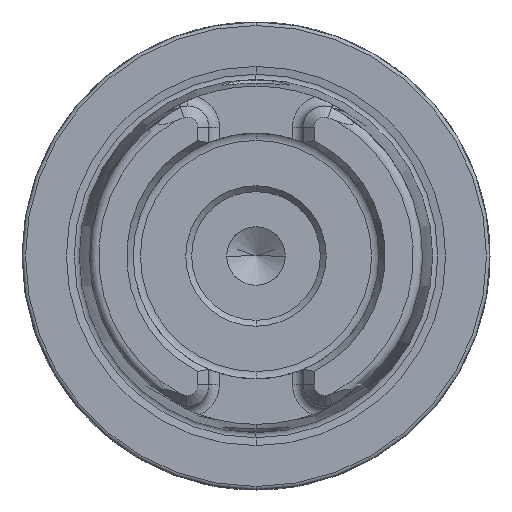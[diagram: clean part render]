
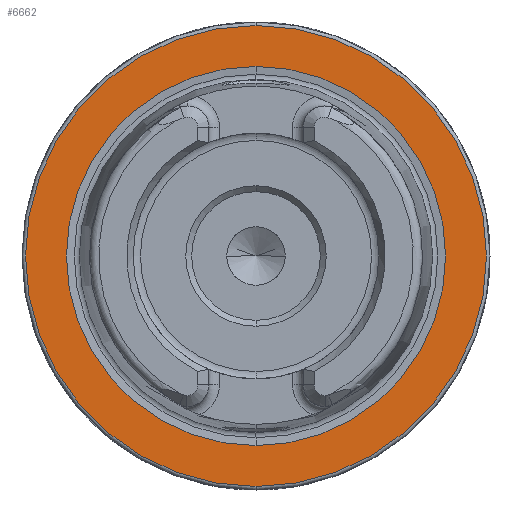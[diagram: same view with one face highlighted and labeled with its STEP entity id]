
A CAD part, left-side view. The second image highlights one B-rep face of the part: STEP entity #6662.
In plain terms, the highlighted planar face has unit normal (-1, 0, 0).
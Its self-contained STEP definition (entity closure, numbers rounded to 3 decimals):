
#333 = VERTEX_POINT ( 'NONE', #6000 ) ;
#334 = VERTEX_POINT ( 'NONE', #6001 ) ;
#339 = VERTEX_POINT ( 'NONE', #6006 ) ;
#369 = VERTEX_POINT ( 'NONE', #6036 ) ;
#2455 = AXIS2_PLACEMENT_3D ( 'NONE', #4069, #4070, #4071 ) ;
#2456 = AXIS2_PLACEMENT_3D ( 'NONE', #4072, #4073, #4074 ) ;
#3025 = CIRCLE ( 'NONE', #2455, 19.7 ) ;
#3026 = CIRCLE ( 'NONE', #2456, 16.207 ) ;
#4069 = CARTESIAN_POINT ( 'NONE',  ( 0., 0., 0. ) ) ;
#4070 = DIRECTION ( 'NONE',  ( -1., 0., 0. ) ) ;
#4071 = DIRECTION ( 'NONE',  ( 0., 0., 1. ) ) ;
#4072 = CARTESIAN_POINT ( 'NONE',  ( 0., 0., 0. ) ) ;
#4073 = DIRECTION ( 'NONE',  ( -1., 0., 0. ) ) ;
#4074 = DIRECTION ( 'NONE',  ( 0., 0., 1. ) ) ;
#6000 = CARTESIAN_POINT ( 'NONE',  ( 0., 0., 19.7 ) ) ;
#6001 = CARTESIAN_POINT ( 'NONE',  ( 0., 0., -19.7 ) ) ;
#6006 = CARTESIAN_POINT ( 'NONE',  ( 0., 0., -16.207 ) ) ;
#6036 = CARTESIAN_POINT ( 'NONE',  ( 0., 0., 16.207 ) ) ;
#6333 = ORIENTED_EDGE ( 'NONE', *, *, #8196, .T. ) ;
#6340 = ORIENTED_EDGE ( 'NONE', *, *, #8197, .F. ) ;
#6363 = ORIENTED_EDGE ( 'NONE', *, *, #6772, .T. ) ;
#6376 = ORIENTED_EDGE ( 'NONE', *, *, #6768, .F. ) ;
#6662 = ADVANCED_FACE ( 'NONE', ( #7322, #7325 ), #10163, .F. ) ;
#6768 = EDGE_CURVE ( 'NONE', #339, #369, #7408, .T. ) ;
#6772 = EDGE_CURVE ( 'NONE', #333, #334, #7415, .T. ) ;
#7322 = FACE_BOUND ( 'NONE', #10274, .T. ) ;
#7325 = FACE_OUTER_BOUND ( 'NONE', #10273, .T. ) ;
#7408 = CIRCLE ( 'NONE', #9743, 16.207 ) ;
#7415 = CIRCLE ( 'NONE', #9752, 19.7 ) ;
#8196 = EDGE_CURVE ( 'NONE', #334, #333, #3025, .T. ) ;
#8197 = EDGE_CURVE ( 'NONE', #369, #339, #3026, .T. ) ;
#9616 = AXIS2_PLACEMENT_3D ( 'NONE', #10150, #10167, #10169 ) ;
#9743 = AXIS2_PLACEMENT_3D ( 'NONE', #10753, #10754, #10755 ) ;
#9752 = AXIS2_PLACEMENT_3D ( 'NONE', #10763, #10764, #10765 ) ;
#10150 = CARTESIAN_POINT ( 'NONE',  ( 0., 19.7, 0. ) ) ;
#10163 = PLANE ( 'NONE',  #9616 ) ;
#10167 = DIRECTION ( 'NONE',  ( 1., 0., 0. ) ) ;
#10169 = DIRECTION ( 'NONE',  ( 0., 0., -1. ) ) ;
#10273 = EDGE_LOOP ( 'NONE', ( #6363, #6333 ) ) ;
#10274 = EDGE_LOOP ( 'NONE', ( #6340, #6376 ) ) ;
#10753 = CARTESIAN_POINT ( 'NONE',  ( 0., 0., 0. ) ) ;
#10754 = DIRECTION ( 'NONE',  ( -1., 0., 0. ) ) ;
#10755 = DIRECTION ( 'NONE',  ( 0., 0., 1. ) ) ;
#10763 = CARTESIAN_POINT ( 'NONE',  ( 0., 0., 0. ) ) ;
#10764 = DIRECTION ( 'NONE',  ( -1., 0., 0. ) ) ;
#10765 = DIRECTION ( 'NONE',  ( 0., 0., 1. ) ) ;
